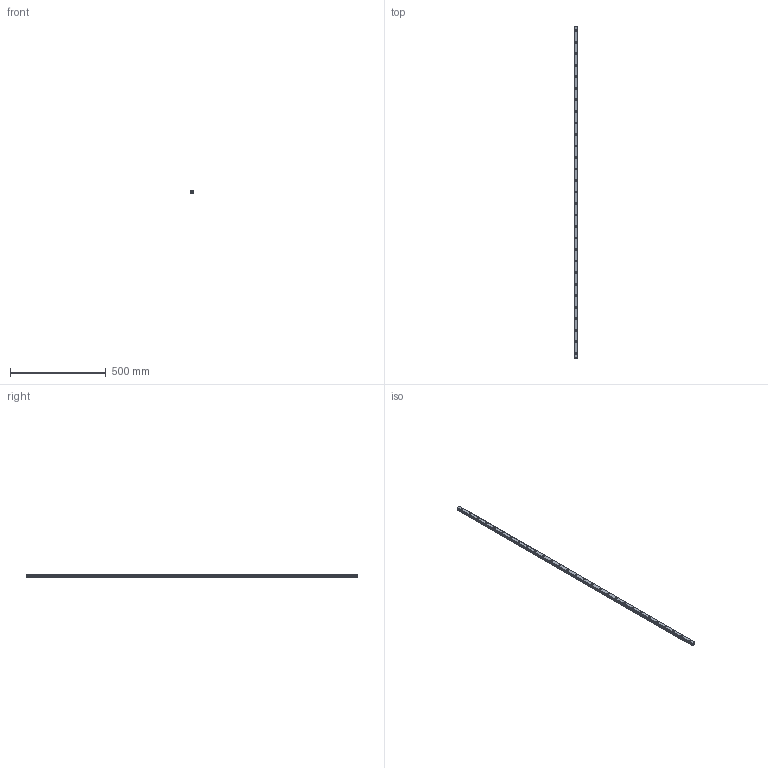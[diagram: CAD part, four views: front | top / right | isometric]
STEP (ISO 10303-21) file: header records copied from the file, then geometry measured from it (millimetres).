
FILE_DESCRIPTION(('STEP AP214'),'1');
FILE_NAME('cctmp_D80F54BA-3D31-4903-B341-F033A6A433EC_2021_02_04_10_18_23_0162..stp','2021-02-04T09:18:23',('HIWIN GmbH'),('CADClick - www.CADClick.com'),'Spatial InterOp 3D',' ','unknown authorization');
FILE_SCHEMA(('AUTOMOTIVE_DESIGN'));
Length unit declared in the file: millimetre
Products named in the file (1): EGR20R1730C_FILE
Bounding box: 20 x 1730 x 15.5 mm (x, y, z)
Volume: 464129.6 mm3; surface area: 138638.1 mm2
Topology: 1 solids, 1 shells, 451 faces, 1045 edges, 658 vertices
Faces by surface type: plane 259, cylinder 192
Entity records: 16503 total; most frequent: DIRECTION 2449, CARTESIAN_POINT 2155, ORIENTED_EDGE 2090, EDGE_CURVE 1045, AXIS2_PLACEMENT_3D 952, VERTEX_POINT 658, LINE 545, VECTOR 545
